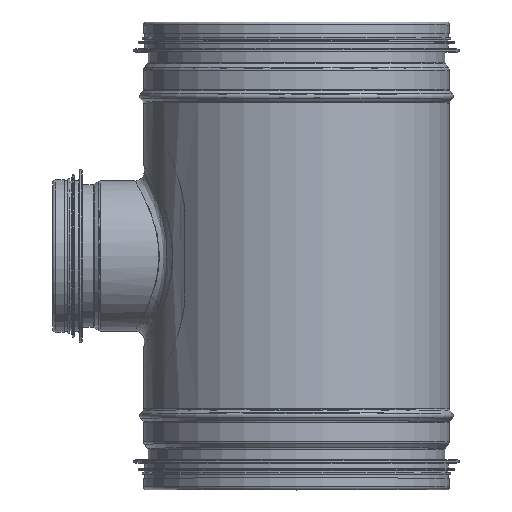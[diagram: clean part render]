
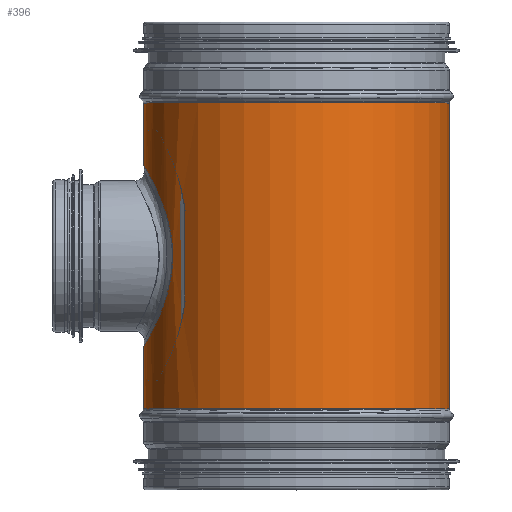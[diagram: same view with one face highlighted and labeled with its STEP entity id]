
A CAD part, top view. The second image highlights one B-rep face of the part: STEP entity #396.
In plain terms, the highlighted cylindrical face has radius 79.5 mm (diameter 159 mm), a full revolution.
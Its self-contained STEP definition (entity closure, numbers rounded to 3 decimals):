
#125=CARTESIAN_POINT('',(-64.5,121.,-46.476));
#126=VERTEX_POINT('',#125);
#162=CARTESIAN_POINT('',(-64.5,121.,46.476));
#163=VERTEX_POINT('',#162);
#186=CARTESIAN_POINT('',(-79.5,73.5,0.));
#187=VERTEX_POINT('',#186);
#188=CARTESIAN_POINT('',(-64.5,121.,46.476));
#189=CARTESIAN_POINT('',(-64.5,117.965,46.476));
#190=CARTESIAN_POINT('',(-64.71,114.856,46.188));
#191=CARTESIAN_POINT('',(-65.538,108.717,45.005));
#192=CARTESIAN_POINT('',(-66.155,105.687,44.111));
#193=CARTESIAN_POINT('',(-67.656,99.905,41.771));
#194=CARTESIAN_POINT('',(-68.541,97.146,40.324));
#195=CARTESIAN_POINT('',(-70.395,92.045,36.993));
#196=CARTESIAN_POINT('',(-71.362,89.703,35.109));
#197=CARTESIAN_POINT('',(-73.202,85.54,31.089));
#198=CARTESIAN_POINT('',(-74.145,83.567,28.806));
#199=CARTESIAN_POINT('',(-75.903,80.058,23.793));
#200=CARTESIAN_POINT('',(-76.716,78.522,21.062));
#201=CARTESIAN_POINT('',(-78.067,76.031,15.314));
#202=CARTESIAN_POINT('',(-78.605,75.074,12.29));
#203=CARTESIAN_POINT('',(-79.322,73.808,6.152));
#204=CARTESIAN_POINT('',(-79.5,73.5,3.038));
#205=CARTESIAN_POINT('',(-79.5,73.5,0.));
#206=B_SPLINE_CURVE_WITH_KNOTS('',3,(#188,#189,#190,#191,#192,#193,#194,#195,#196,#197,#198,#199,#200,#201,#202,#203,#204,#205),.UNSPECIFIED.,.F.,.U.,(4,2,2,2,2,2,2,2,4),(0.0,0.91,1.821,2.731,3.642,4.553,5.464,6.376,7.287),.UNSPECIFIED.);
#207=EDGE_CURVE('',#163,#187,#206,.T.);
#248=CARTESIAN_POINT('',(-79.5,73.5,0.));
#249=CARTESIAN_POINT('',(-79.5,73.5,-3.038));
#250=CARTESIAN_POINT('',(-79.322,73.808,-6.152));
#251=CARTESIAN_POINT('',(-78.605,75.074,-12.29));
#252=CARTESIAN_POINT('',(-78.067,76.031,-15.314));
#253=CARTESIAN_POINT('',(-76.716,78.522,-21.062));
#254=CARTESIAN_POINT('',(-75.903,80.058,-23.793));
#255=CARTESIAN_POINT('',(-74.145,83.567,-28.806));
#256=CARTESIAN_POINT('',(-73.202,85.54,-31.089));
#257=CARTESIAN_POINT('',(-71.362,89.703,-35.109));
#258=CARTESIAN_POINT('',(-70.395,92.045,-36.993));
#259=CARTESIAN_POINT('',(-68.541,97.146,-40.324));
#260=CARTESIAN_POINT('',(-67.656,99.905,-41.771));
#261=CARTESIAN_POINT('',(-66.155,105.687,-44.111));
#262=CARTESIAN_POINT('',(-65.538,108.717,-45.005));
#263=CARTESIAN_POINT('',(-64.71,114.856,-46.188));
#264=CARTESIAN_POINT('',(-64.5,117.965,-46.476));
#265=CARTESIAN_POINT('',(-64.5,121.,-46.476));
#266=B_SPLINE_CURVE_WITH_KNOTS('',3,(#248,#249,#250,#251,#252,#253,#254,#255,#256,#257,#258,#259,#260,#261,#262,#263,#264,#265),.UNSPECIFIED.,.F.,.U.,(4,2,2,2,2,2,2,2,4),(7.287,8.198,9.11,10.021,10.932,11.843,12.753,13.664,14.574),.UNSPECIFIED.);
#267=EDGE_CURVE('',#187,#126,#266,.T.);
#277=CARTESIAN_POINT('',(-79.5,168.5,0.0));
#278=VERTEX_POINT('',#277);
#279=CARTESIAN_POINT('',(-79.5,168.5,0.));
#280=CARTESIAN_POINT('',(-79.5,168.5,3.038));
#281=CARTESIAN_POINT('',(-79.322,168.192,6.152));
#282=CARTESIAN_POINT('',(-78.605,166.926,12.29));
#283=CARTESIAN_POINT('',(-78.067,165.969,15.314));
#284=CARTESIAN_POINT('',(-76.716,163.478,21.062));
#285=CARTESIAN_POINT('',(-75.903,161.942,23.793));
#286=CARTESIAN_POINT('',(-74.145,158.433,28.806));
#287=CARTESIAN_POINT('',(-73.202,156.46,31.089));
#288=CARTESIAN_POINT('',(-71.362,152.297,35.109));
#289=CARTESIAN_POINT('',(-70.395,149.955,36.993));
#290=CARTESIAN_POINT('',(-68.541,144.854,40.324));
#291=CARTESIAN_POINT('',(-67.656,142.095,41.771));
#292=CARTESIAN_POINT('',(-66.155,136.313,44.111));
#293=CARTESIAN_POINT('',(-65.538,133.283,45.005));
#294=CARTESIAN_POINT('',(-64.71,127.144,46.188));
#295=CARTESIAN_POINT('',(-64.5,124.035,46.476));
#296=CARTESIAN_POINT('',(-64.5,121.,46.476));
#297=B_SPLINE_CURVE_WITH_KNOTS('',3,(#279,#280,#281,#282,#283,#284,#285,#286,#287,#288,#289,#290,#291,#292,#293,#294,#295,#296),.UNSPECIFIED.,.F.,.U.,(4,2,2,2,2,2,2,2,4),(21.861,22.772,23.684,24.595,25.506,26.417,27.327,28.238,29.148),.UNSPECIFIED.);
#298=EDGE_CURVE('',#278,#163,#297,.T.);
#300=CARTESIAN_POINT('',(-64.5,121.,-46.476));
#301=CARTESIAN_POINT('',(-64.5,124.035,-46.476));
#302=CARTESIAN_POINT('',(-64.71,127.144,-46.188));
#303=CARTESIAN_POINT('',(-65.538,133.283,-45.005));
#304=CARTESIAN_POINT('',(-66.155,136.313,-44.111));
#305=CARTESIAN_POINT('',(-67.656,142.095,-41.771));
#306=CARTESIAN_POINT('',(-68.541,144.854,-40.324));
#307=CARTESIAN_POINT('',(-70.395,149.955,-36.993));
#308=CARTESIAN_POINT('',(-71.362,152.297,-35.109));
#309=CARTESIAN_POINT('',(-73.202,156.46,-31.089));
#310=CARTESIAN_POINT('',(-74.145,158.433,-28.806));
#311=CARTESIAN_POINT('',(-75.903,161.942,-23.793));
#312=CARTESIAN_POINT('',(-76.716,163.478,-21.062));
#313=CARTESIAN_POINT('',(-78.067,165.969,-15.314));
#314=CARTESIAN_POINT('',(-78.605,166.926,-12.29));
#315=CARTESIAN_POINT('',(-79.322,168.192,-6.152));
#316=CARTESIAN_POINT('',(-79.5,168.5,-3.038));
#317=CARTESIAN_POINT('',(-79.5,168.5,0.));
#318=B_SPLINE_CURVE_WITH_KNOTS('',3,(#300,#301,#302,#303,#304,#305,#306,#307,#308,#309,#310,#311,#312,#313,#314,#315,#316,#317),.UNSPECIFIED.,.F.,.U.,(4,2,2,2,2,2,2,2,4),(14.574,15.484,16.395,17.305,18.216,19.127,20.038,20.95,21.861),.UNSPECIFIED.);
#319=EDGE_CURVE('',#126,#278,#318,.T.);
#363=CARTESIAN_POINT('',(0.0,81.25,0.0));
#364=DIRECTION('',(0.0,-1.0,0.0));
#365=DIRECTION('',(1.0,0.0,0.0));
#366=AXIS2_PLACEMENT_3D('',#363,#364,#365);
#367=CYLINDRICAL_SURFACE('',#366,79.5);
#368=CARTESIAN_POINT('',(79.5,200.5,0.0));
#369=VERTEX_POINT('',#368);
#370=CARTESIAN_POINT('',(0.0,200.5,0.0));
#371=DIRECTION('',(0.0,-1.0,0.0));
#372=DIRECTION('',(1.0,0.0,0.0));
#373=AXIS2_PLACEMENT_3D('',#370,#371,#372);
#374=CIRCLE('',#373,79.5);
#375=EDGE_CURVE('',#369,#369,#374,.T.);
#376=ORIENTED_EDGE('',*,*,#375,.T.);
#377=EDGE_LOOP('',(#376));
#378=FACE_OUTER_BOUND('',#377,.T.);
#379=ORIENTED_EDGE('',*,*,#267,.T.);
#380=ORIENTED_EDGE('',*,*,#319,.T.);
#381=ORIENTED_EDGE('',*,*,#298,.T.);
#382=ORIENTED_EDGE('',*,*,#207,.T.);
#383=EDGE_LOOP('',(#379,#380,#381,#382));
#384=FACE_BOUND('',#383,.T.);
#385=CARTESIAN_POINT('',(79.5,41.5,0.0));
#386=VERTEX_POINT('',#385);
#387=CARTESIAN_POINT('',(0.0,41.5,0.0));
#388=DIRECTION('',(0.0,-1.0,0.0));
#389=DIRECTION('',(1.0,0.0,0.0));
#390=AXIS2_PLACEMENT_3D('',#387,#388,#389);
#391=CIRCLE('',#390,79.5);
#392=EDGE_CURVE('',#386,#386,#391,.T.);
#393=ORIENTED_EDGE('',*,*,#392,.F.);
#394=EDGE_LOOP('',(#393));
#395=FACE_BOUND('',#394,.T.);
#396=ADVANCED_FACE('',(#378,#384,#395),#367,.T.);
